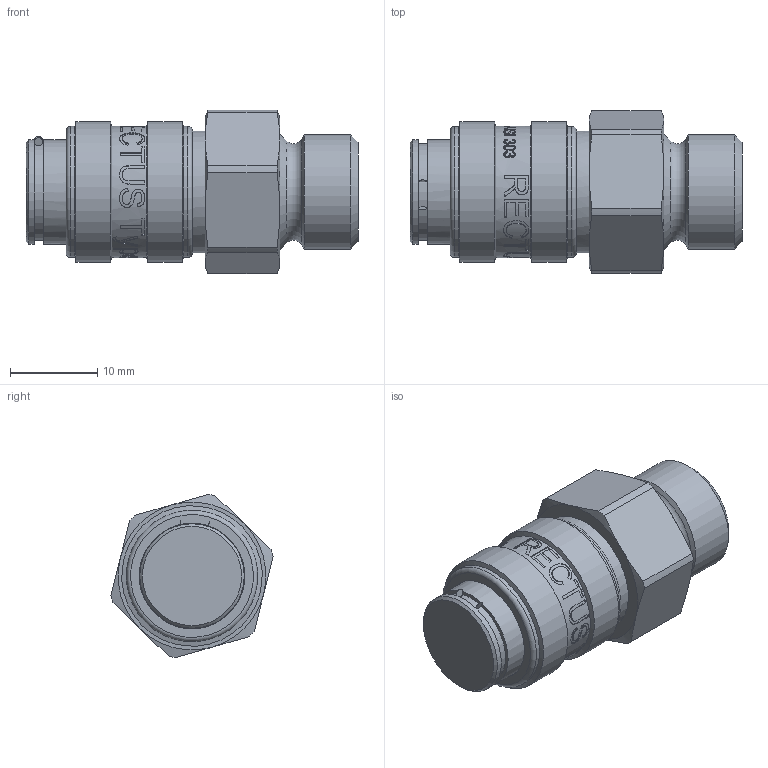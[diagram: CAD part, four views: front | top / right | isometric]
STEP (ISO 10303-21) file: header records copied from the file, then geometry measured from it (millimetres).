
FILE_DESCRIPTION((''),'2;1');
FILE_NAME('21kbaw13rvx.stp','2014-01-07T13:25:52',('IA176480'),(''),'Autodesk Inventor 2013','Autodesk Inventor 2013','');
FILE_SCHEMA(('AUTOMOTIVE_DESIGN { 1 0 10303 214 1 1 1 1 }'));
Length unit declared in the file: millimetre
Products named in the file (1): D105714
Bounding box: 38.15 x 18.63 x 18.77 mm (x, y, z)
Volume: 6509.9 mm3; surface area: 3790.2 mm2
Topology: 2 solids, 3 shells, 397 faces, 1011 edges, 664 vertices
Faces by surface type: bspline 174, plane 130, cylinder 60, cone 28, torus 5
Full cylindrical faces by diameter (mm): 11.15 x1, 11.4 x1, 12 x3, 12.15 x2, 13.157 x1, 14 x3, 15.1 x3, 16.15 x2
Entity records: 55877 total; most frequent: CARTESIAN_POINT 47400, ORIENTED_EDGE 1934, DIRECTION 1068, EDGE_CURVE 967, VERTEX_POINT 657, EDGE_LOOP 482, B_SPLINE_CURVE_WITH_KNOTS 459, FACE_OUTER_BOUND 397
